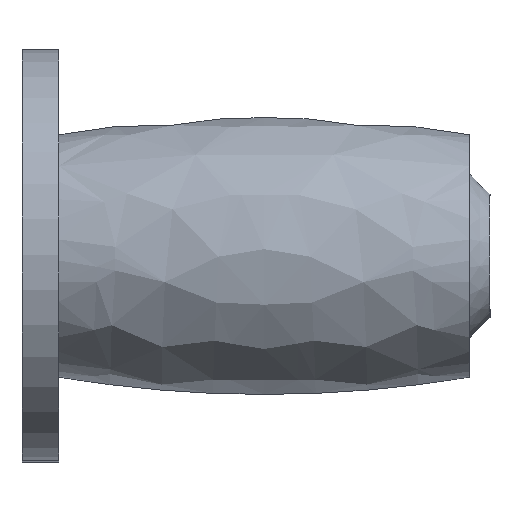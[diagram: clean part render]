
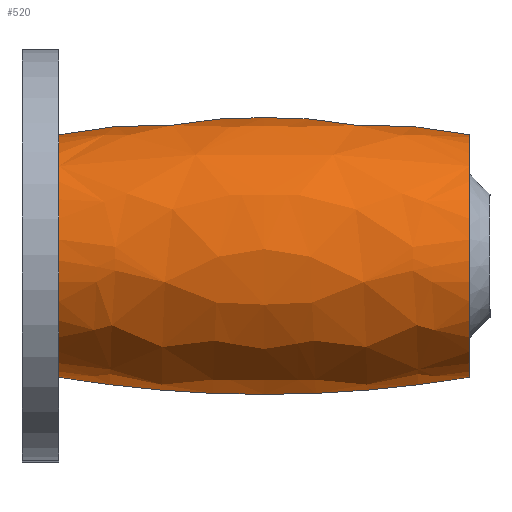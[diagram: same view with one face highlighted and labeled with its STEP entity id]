
A CAD part, top view. The second image highlights one B-rep face of the part: STEP entity #520.
In plain terms, the highlighted free-form (B-spline) face has degree [2, 2] with [3, 9] control points.
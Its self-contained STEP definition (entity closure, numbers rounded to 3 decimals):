
#40=(
BOUNDED_SURFACE()
B_SPLINE_SURFACE(2,2,((#940,#941,#942,#943,#944,#945,#946,#947,#948),(#949,
#950,#951,#952,#953,#954,#955,#956,#957),(#958,#959,#960,#961,#962,#963,
#964,#965,#966)),.UNSPECIFIED.,.F.,.T.,.F.)
B_SPLINE_SURFACE_WITH_KNOTS((3,3),(3,2,2,2,3),(-0.167,0.167),
(-3.142,-1.571,0.,1.571,3.142),
 .UNSPECIFIED.)
GEOMETRIC_REPRESENTATION_ITEM()
RATIONAL_B_SPLINE_SURFACE(((1.,0.707,1.,0.707,1.,
0.707,1.,0.707,1.),(0.986,0.697,
0.986,0.697,0.986,0.697,
0.986,0.697,0.986),(1.,0.707,
1.,0.707,1.,0.707,1.,0.707,1.)))
REPRESENTATION_ITEM('')
SURFACE()
);
#119=FACE_OUTER_BOUND('',#151,.T.);
#151=EDGE_LOOP('',(#384,#385,#386,#387,#388,#389));
#187=CIRCLE('',#635,5.911);
#188=CIRCLE('',#636,5.911);
#197=CIRCLE('',#649,5.911);
#198=CIRCLE('',#650,5.911);
#199=CIRCLE('',#651,60.);
#236=VERTEX_POINT('',#910);
#237=VERTEX_POINT('',#911);
#246=VERTEX_POINT('',#936);
#247=VERTEX_POINT('',#937);
#288=EDGE_CURVE('',#236,#237,#187,.T.);
#289=EDGE_CURVE('',#237,#236,#188,.T.);
#300=EDGE_CURVE('',#246,#247,#197,.T.);
#301=EDGE_CURVE('',#247,#246,#198,.T.);
#302=EDGE_CURVE('',#237,#247,#199,.T.);
#384=ORIENTED_EDGE('',*,*,#288,.F.);
#385=ORIENTED_EDGE('',*,*,#289,.F.);
#386=ORIENTED_EDGE('',*,*,#302,.T.);
#387=ORIENTED_EDGE('',*,*,#301,.T.);
#388=ORIENTED_EDGE('',*,*,#300,.T.);
#389=ORIENTED_EDGE('',*,*,#302,.F.);
#520=ADVANCED_FACE('',(#119),#40,.F.);
#635=AXIS2_PLACEMENT_3D('',#912,#722,#723);
#636=AXIS2_PLACEMENT_3D('',#913,#724,#725);
#649=AXIS2_PLACEMENT_3D('',#938,#752,#753);
#650=AXIS2_PLACEMENT_3D('',#939,#754,#755);
#651=AXIS2_PLACEMENT_3D('',#967,#756,#757);
#722=DIRECTION('center_axis',(0.,-1.,0.));
#723=DIRECTION('ref_axis',(1.,0.,0.));
#724=DIRECTION('center_axis',(0.,-1.,0.));
#725=DIRECTION('ref_axis',(1.,0.,0.));
#752=DIRECTION('center_axis',(0.,-1.,0.));
#753=DIRECTION('ref_axis',(1.,0.,0.));
#754=DIRECTION('center_axis',(0.,-1.,0.));
#755=DIRECTION('ref_axis',(1.,0.,0.));
#756=DIRECTION('center_axis',(-1.,0.,0.));
#757=DIRECTION('ref_axis',(0.,0.,1.));
#910=CARTESIAN_POINT('',(5.911,0.,0.));
#911=CARTESIAN_POINT('',(0.,0.,5.911));
#912=CARTESIAN_POINT('Origin',(0.,0.,
0.));
#913=CARTESIAN_POINT('Origin',(0.,0.,
0.));
#936=CARTESIAN_POINT('',(5.911,20.,0.));
#937=CARTESIAN_POINT('',(0.,20.,5.911));
#938=CARTESIAN_POINT('Origin',(0.,20.,0.));
#939=CARTESIAN_POINT('Origin',(0.,20.,0.));
#940=CARTESIAN_POINT('Ctrl Pts',(0.,20.,5.911));
#941=CARTESIAN_POINT('Ctrl Pts',(-5.911,20.,5.911));
#942=CARTESIAN_POINT('Ctrl Pts',(-5.911,20.,0.));
#943=CARTESIAN_POINT('Ctrl Pts',(-5.911,20.,-5.911));
#944=CARTESIAN_POINT('Ctrl Pts',(0.,20.,-5.911));
#945=CARTESIAN_POINT('Ctrl Pts',(5.911,20.,-5.911));
#946=CARTESIAN_POINT('Ctrl Pts',(5.911,20.,0.));
#947=CARTESIAN_POINT('Ctrl Pts',(5.911,20.,5.911));
#948=CARTESIAN_POINT('Ctrl Pts',(0.,20.,5.911));
#949=CARTESIAN_POINT('Ctrl Pts',(0.,10.,
7.601));
#950=CARTESIAN_POINT('Ctrl Pts',(-7.601,10.,7.601));
#951=CARTESIAN_POINT('Ctrl Pts',(-7.601,10.,0.));
#952=CARTESIAN_POINT('Ctrl Pts',(-7.601,10.,-7.601));
#953=CARTESIAN_POINT('Ctrl Pts',(0.,10.,
-7.601));
#954=CARTESIAN_POINT('Ctrl Pts',(7.601,10.,-7.601));
#955=CARTESIAN_POINT('Ctrl Pts',(7.601,10.,0.));
#956=CARTESIAN_POINT('Ctrl Pts',(7.601,10.,7.601));
#957=CARTESIAN_POINT('Ctrl Pts',(0.,10.,
7.601));
#958=CARTESIAN_POINT('Ctrl Pts',(0.,0.,
5.911));
#959=CARTESIAN_POINT('Ctrl Pts',(-5.911,0.,
5.911));
#960=CARTESIAN_POINT('Ctrl Pts',(-5.911,0.,
0.));
#961=CARTESIAN_POINT('Ctrl Pts',(-5.911,0.,
-5.911));
#962=CARTESIAN_POINT('Ctrl Pts',(0.,0.,
-5.911));
#963=CARTESIAN_POINT('Ctrl Pts',(5.911,0.,
-5.911));
#964=CARTESIAN_POINT('Ctrl Pts',(5.911,0.,
0.));
#965=CARTESIAN_POINT('Ctrl Pts',(5.911,0.,
5.911));
#966=CARTESIAN_POINT('Ctrl Pts',(0.,0.,
5.911));
#967=CARTESIAN_POINT('Origin',(0.,10.,-53.25));
